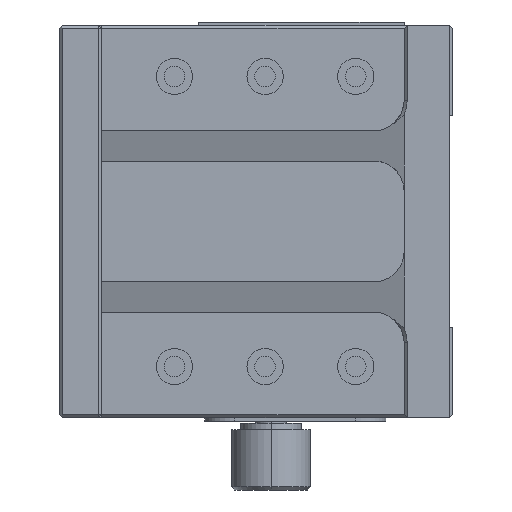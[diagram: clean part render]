
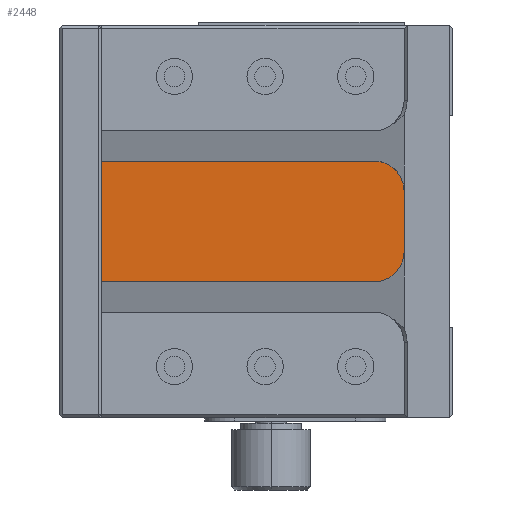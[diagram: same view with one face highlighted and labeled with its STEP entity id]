
A CAD part, left-side view. The second image highlights one B-rep face of the part: STEP entity #2448.
In plain terms, the highlighted planar face has unit normal (-1, 0, 0).
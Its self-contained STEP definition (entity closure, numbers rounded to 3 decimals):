
#942 = EDGE_CURVE ( 'NONE', #4221, #11420, #1319, .T. ) ;
#1070 = AXIS2_PLACEMENT_3D ( 'NONE', #11981, #3775, #12065 ) ;
#1111 = LINE ( 'NONE', #2175, #4062 ) ;
#1319 = CIRCLE ( 'NONE', #10374, 5. ) ;
#1927 = LINE ( 'NONE', #11280, #2707 ) ;
#2175 = CARTESIAN_POINT ( 'NONE',  ( -11., -21.364, -10. ) ) ;
#2253 = ORIENTED_EDGE ( 'NONE', *, *, #12775, .F. ) ;
#2448 = ADVANCED_FACE ( 'NONE', ( #9679 ), #6307, .F. ) ;
#2707 = VECTOR ( 'NONE', #12750, 1000. ) ;
#2777 = DIRECTION ( 'NONE',  ( 1., 0., 0. ) ) ;
#2838 = CARTESIAN_POINT ( 'NONE',  ( -11., 8., 5. ) ) ;
#3103 = EDGE_LOOP ( 'NONE', ( #8090, #6882, #2253, #9829, #3882, #8879 ) ) ;
#3126 = CARTESIAN_POINT ( 'NONE',  ( -11., 13., -10. ) ) ;
#3700 = DIRECTION ( 'NONE',  ( 0., 0., -1. ) ) ;
#3717 = EDGE_CURVE ( 'NONE', #7950, #4221, #1927, .T. ) ;
#3775 = DIRECTION ( 'NONE',  ( 1., 0., 0. ) ) ;
#3882 = ORIENTED_EDGE ( 'NONE', *, *, #942, .F. ) ;
#4062 = VECTOR ( 'NONE', #6856, 1000. ) ;
#4128 = VERTEX_POINT ( 'NONE', #3126 ) ;
#4221 = VERTEX_POINT ( 'NONE', #9038 ) ;
#4244 = CIRCLE ( 'NONE', #1070, 5. ) ;
#4416 = DIRECTION ( 'NONE',  ( 1., 0., 0. ) ) ;
#4810 = VECTOR ( 'NONE', #11075, 1000. ) ;
#5161 = DIRECTION ( 'NONE',  ( 0., 0., -1. ) ) ;
#5276 = VERTEX_POINT ( 'NONE', #8213 ) ;
#5774 = CARTESIAN_POINT ( 'NONE',  ( -11., 8., 10. ) ) ;
#5826 = EDGE_CURVE ( 'NONE', #7950, #5276, #9629, .T. ) ;
#6102 = EDGE_CURVE ( 'NONE', #4128, #5276, #1111, .T. ) ;
#6307 = PLANE ( 'NONE',  #11323 ) ;
#6856 = DIRECTION ( 'NONE',  ( 0., 1., 0. ) ) ;
#6882 = ORIENTED_EDGE ( 'NONE', *, *, #6102, .F. ) ;
#7950 = VERTEX_POINT ( 'NONE', #13493 ) ;
#8090 = ORIENTED_EDGE ( 'NONE', *, *, #5826, .T. ) ;
#8213 = CARTESIAN_POINT ( 'NONE',  ( -11., 58., -10. ) ) ;
#8771 = CARTESIAN_POINT ( 'NONE',  ( -11., 58., -32.5 ) ) ;
#8879 = ORIENTED_EDGE ( 'NONE', *, *, #3717, .F. ) ;
#9038 = CARTESIAN_POINT ( 'NONE',  ( -11., 13., 10. ) ) ;
#9629 = LINE ( 'NONE', #8771, #4810 ) ;
#9679 = FACE_OUTER_BOUND ( 'NONE', #3103, .T. ) ;
#9829 = ORIENTED_EDGE ( 'NONE', *, *, #11341, .F. ) ;
#10238 = CARTESIAN_POINT ( 'NONE',  ( -11., 13., 5. ) ) ;
#10374 = AXIS2_PLACEMENT_3D ( 'NONE', #10238, #4416, #12627 ) ;
#11056 = CARTESIAN_POINT ( 'NONE',  ( -11., -21.364, 10. ) ) ;
#11075 = DIRECTION ( 'NONE',  ( 0., 0., -1. ) ) ;
#11280 = CARTESIAN_POINT ( 'NONE',  ( -11., -21.364, 10. ) ) ;
#11323 = AXIS2_PLACEMENT_3D ( 'NONE', #11056, #2777, #5161 ) ;
#11341 = EDGE_CURVE ( 'NONE', #11420, #13689, #12983, .T. ) ;
#11420 = VERTEX_POINT ( 'NONE', #2838 ) ;
#11981 = CARTESIAN_POINT ( 'NONE',  ( -11., 13., -5. ) ) ;
#12065 = DIRECTION ( 'NONE',  ( 0., 0., -1. ) ) ;
#12627 = DIRECTION ( 'NONE',  ( 0., 0., 1. ) ) ;
#12750 = DIRECTION ( 'NONE',  ( 0., -1., 0. ) ) ;
#12775 = EDGE_CURVE ( 'NONE', #13689, #4128, #4244, .T. ) ;
#12983 = LINE ( 'NONE', #5774, #13017 ) ;
#13017 = VECTOR ( 'NONE', #3700, 1000. ) ;
#13048 = CARTESIAN_POINT ( 'NONE',  ( -11., 8., -5. ) ) ;
#13493 = CARTESIAN_POINT ( 'NONE',  ( -11., 58., 10. ) ) ;
#13689 = VERTEX_POINT ( 'NONE', #13048 ) ;
